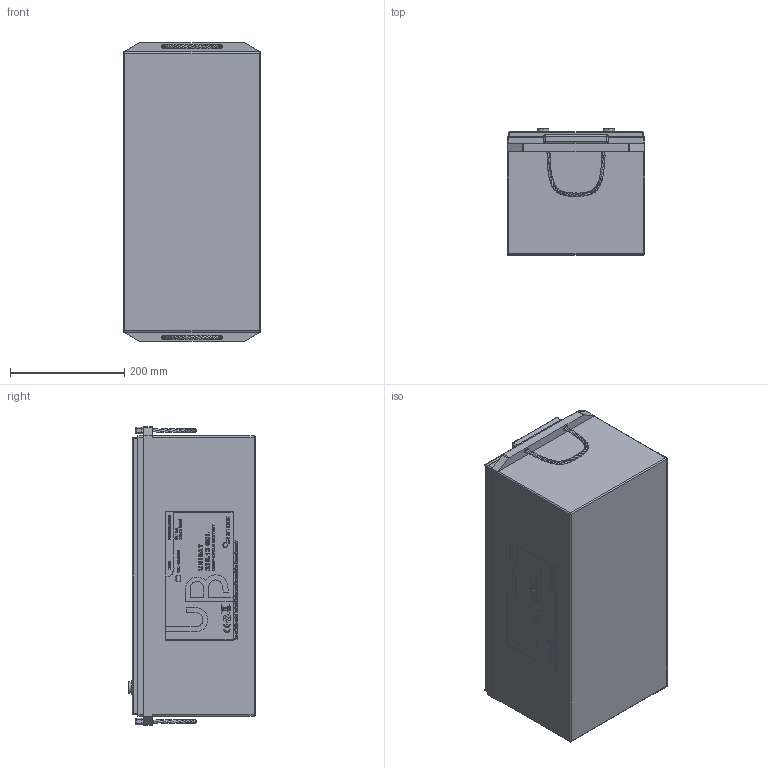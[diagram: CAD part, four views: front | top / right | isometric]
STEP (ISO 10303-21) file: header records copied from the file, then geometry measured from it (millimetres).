
FILE_DESCRIPTION (( 'STEP AP214' ), '1' );
FILE_NAME ('1641 - batterie gel 220Ah.STEP', '2024-07-18T07:25:38', ( '' ), ( '' ), 'SwSTEP 2.0', 'SolidWorks 2021', '' );
FILE_SCHEMA (( 'AUTOMOTIVE_DESIGN' ));
Length unit declared in the file: millimetre
Products named in the file (1): 1641 - batterie gel 220Ah
Bounding box: 241 x 221 x 522 mm (x, y, z)
Volume: 25408212.2 mm3; surface area: 1054779.4 mm2
Topology: 10 solids, 10 shells, 2748 faces, 7434 edges, 4916 vertices
Faces by surface type: plane 1369, bspline 1256, cylinder 99, sphere 20, torus 4
Entity records: 128382 total; most frequent: CARTESIAN_POINT 39373, ORIENTED_EDGE 14828, DIRECTION 8095, EDGE_CURVE 7414, VERTEX_POINT 4916, VECTOR 4681, LINE 4681, EDGE_LOOP 2998
